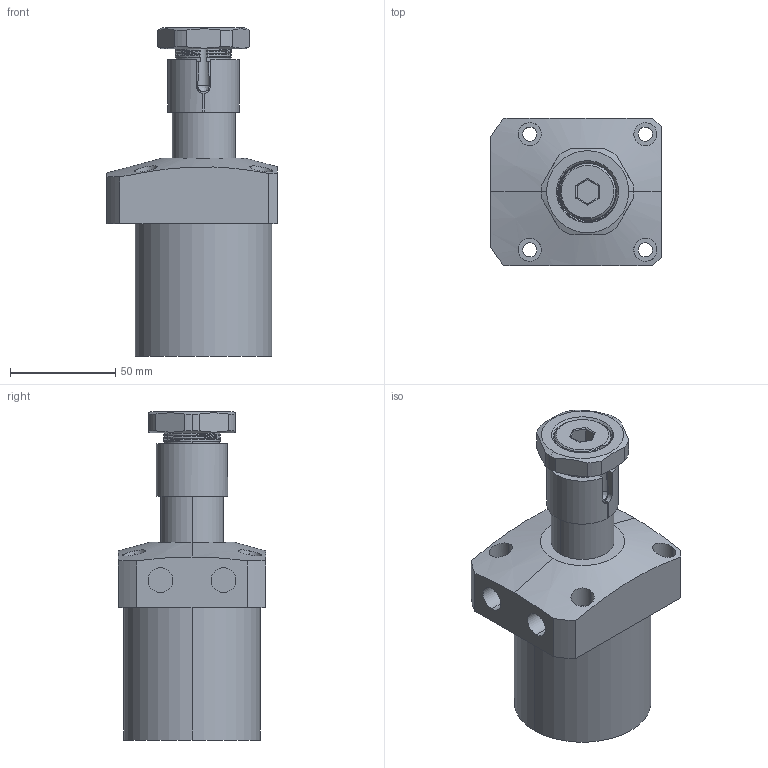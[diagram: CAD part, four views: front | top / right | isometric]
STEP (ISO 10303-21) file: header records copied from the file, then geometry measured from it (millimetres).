
FILE_DESCRIPTION (( 'STEP AP203' ), '1' );
FILE_NAME ('CHA-065SRx90.STEP', '2019-05-24T12:32:17', ( '' ), ( '' ), 'SwSTEP 2.0', 'SolidWorks 2017', '' );
FILE_SCHEMA (( 'CONFIG_CONTROL_DESIGN' ));
Length unit declared in the file: millimetre
Products named in the file (5): CHA-065S袪杶; CHA-065S活塞杆; CHA-065蹟譫; CHA-065BT; CHA-065SRx90
Assembly tree (4 placements, depth 2):
  CHA-065SRx90
    CHA-065BT
    CHA-065S活塞杆
    CHA-065S袪杶
    CHA-065蹟譫
Bounding box: 81 x 70 x 156 mm (x, y, z)
Volume: 371232.3 mm3; surface area: 68193.6 mm2
Topology: 4 solids, 4 shells, 174 faces, 459 edges, 302 vertices
Faces by surface type: cylinder 93, plane 43, bspline 22, cone 16
Entity records: 14137 total; most frequent: CARTESIAN_POINT 9712, ORIENTED_EDGE 914, DIRECTION 698, EDGE_CURVE 457, VERTEX_POINT 302, AXIS2_PLACEMENT_3D 270, EDGE_LOOP 195, ADVANCED_FACE 174
